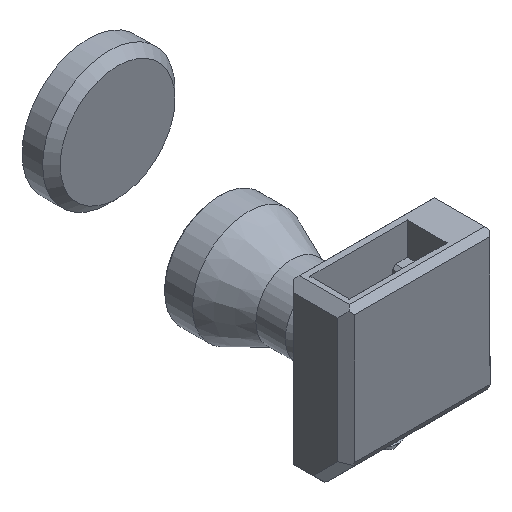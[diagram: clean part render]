
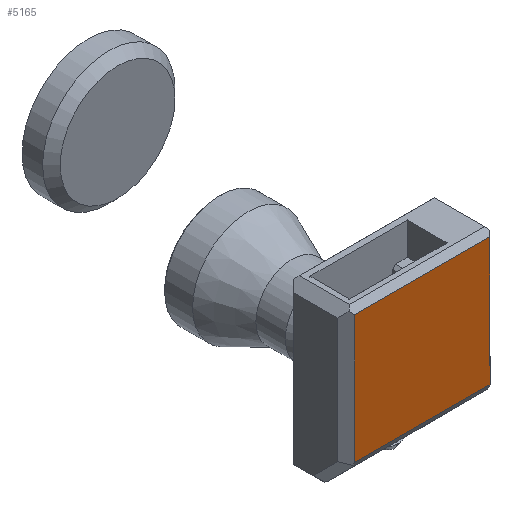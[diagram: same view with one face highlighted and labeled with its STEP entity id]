
A CAD part, isometric view. The second image highlights one B-rep face of the part: STEP entity #5165.
In plain terms, the highlighted planar face has unit normal (0, -1, 0).
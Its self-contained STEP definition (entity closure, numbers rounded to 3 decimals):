
#333=FACE_OUTER_BOUND('',#629,.T.);
#629=EDGE_LOOP('',(#3621,#3622,#3623,#3624));
#1377=LINE('',#8196,#1747);
#1383=LINE('',#8207,#1753);
#1421=LINE('',#8283,#1791);
#1428=LINE('',#8296,#1798);
#1747=VECTOR('',#6306,10.);
#1753=VECTOR('',#6314,10.);
#1791=VECTOR('',#6376,10.);
#1798=VECTOR('',#6393,10.);
#2116=VERTEX_POINT('',#8193);
#2117=VERTEX_POINT('',#8195);
#2121=VERTEX_POINT('',#8205);
#2147=VERTEX_POINT('',#8281);
#2673=EDGE_CURVE('',#2116,#2117,#1377,.T.);
#2679=EDGE_CURVE('',#2121,#2116,#1383,.T.);
#2718=EDGE_CURVE('',#2147,#2121,#1421,.T.);
#2725=EDGE_CURVE('',#2117,#2147,#1428,.T.);
#3621=ORIENTED_EDGE('',*,*,#2673,.F.);
#3622=ORIENTED_EDGE('',*,*,#2679,.F.);
#3623=ORIENTED_EDGE('',*,*,#2718,.F.);
#3624=ORIENTED_EDGE('',*,*,#2725,.F.);
#5093=PLANE('',#5511);
#5165=ADVANCED_FACE('',(#333),#5093,.T.);
#5511=AXIS2_PLACEMENT_3D('',#8295,#6391,#6392);
#6306=DIRECTION('',(-1.,0.,0.));
#6314=DIRECTION('',(0.,0.,-1.));
#6376=DIRECTION('',(1.,0.,0.));
#6391=DIRECTION('center_axis',(0.,-1.,0.));
#6392=DIRECTION('ref_axis',(0.,0.,-1.));
#6393=DIRECTION('',(0.,0.,1.));
#8193=CARTESIAN_POINT('',(203.9,-2.5,-45.5));
#8195=CARTESIAN_POINT('',(158.,-2.5,-45.5));
#8196=CARTESIAN_POINT('',(179.313,-2.5,-45.5));
#8205=CARTESIAN_POINT('',(203.9,-2.5,-2.));
#8207=CARTESIAN_POINT('',(203.9,-2.5,-28.25));
#8281=CARTESIAN_POINT('',(158.,-2.5,-2.));
#8283=CARTESIAN_POINT('',(165.625,-2.5,-2.));
#8295=CARTESIAN_POINT('Origin',(176.25,-2.5,-28.25));
#8296=CARTESIAN_POINT('',(158.,-2.5,-25.125));
